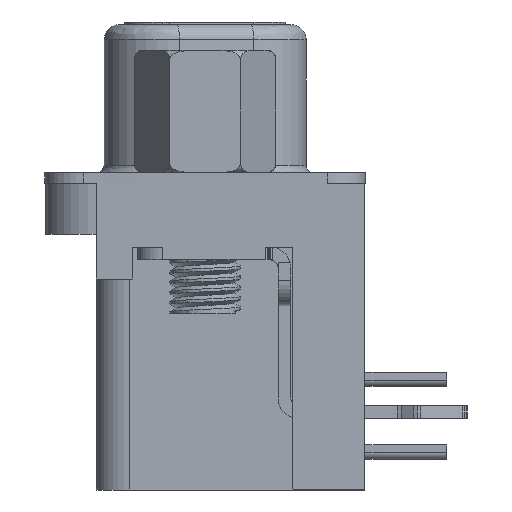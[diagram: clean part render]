
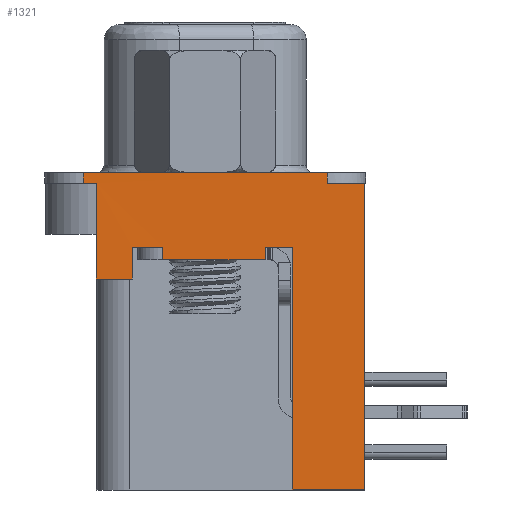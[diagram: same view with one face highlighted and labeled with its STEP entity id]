
A CAD part, left-side view. The second image highlights one B-rep face of the part: STEP entity #1321.
In plain terms, the highlighted planar face has unit normal (-1, 0, 0).
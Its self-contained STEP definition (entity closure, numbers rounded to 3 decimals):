
#1162=CARTESIAN_POINT('',(-22.219,-0.516,12.));
#1163=DIRECTION('',(0.,1.,0.));
#1164=DIRECTION('',(-1.,0.,0.));
#1165=AXIS2_PLACEMENT_3D('',#1162,#1164,#1163);
#1166=PLANE('',#1165);
#1167=CARTESIAN_POINT('',(-22.219,2.571,8.25));
#1168=VERTEX_POINT('',#1167);
#1169=CARTESIAN_POINT('',(-22.219,2.571,9.5));
#1170=VERTEX_POINT('',#1169);
#1171=CARTESIAN_POINT('',(-22.219,2.571,8.25));
#1172=DIRECTION('',(0.,0.,1.));
#1173=VECTOR('',#1172,1.25);
#1174=LINE('',#1171,#1173);
#1175=EDGE_CURVE('',#1168,#1170,#1174,.T.);
#1176=ORIENTED_EDGE('',*,*,#1175,.T.);
#1177=CARTESIAN_POINT('',(-22.214,1.391,9.5));
#1178=VERTEX_POINT('',#1177);
#1179=CARTESIAN_POINT('',(-22.219,2.571,9.5));
#1180=DIRECTION('',(0.005,-1.,0.));
#1181=VECTOR('',#1180,1.18);
#1182=LINE('',#1179,#1181);
#1183=EDGE_CURVE('',#1170,#1178,#1182,.T.);
#1184=ORIENTED_EDGE('',*,*,#1183,.T.);
#1185=CARTESIAN_POINT('',(-22.214,1.375,9.5));
#1186=VERTEX_POINT('',#1185);
#1187=CARTESIAN_POINT('',(-22.214,1.391,9.5));
#1188=DIRECTION('',(0.009,-1.,0.));
#1189=VECTOR('',#1188,0.017);
#1190=LINE('',#1187,#1189);
#1191=EDGE_CURVE('',#1178,#1186,#1190,.T.);
#1192=ORIENTED_EDGE('',*,*,#1191,.T.);
#1193=CARTESIAN_POINT('',(-22.214,1.375,9.));
#1194=VERTEX_POINT('',#1193);
#1195=CARTESIAN_POINT('',(-22.214,1.375,9.5));
#1196=DIRECTION('',(0.,0.,-1.));
#1197=VECTOR('',#1196,0.5);
#1198=LINE('',#1195,#1197);
#1199=EDGE_CURVE('',#1186,#1194,#1198,.T.);
#1200=ORIENTED_EDGE('',*,*,#1199,.T.);
#1201=CARTESIAN_POINT('',(-22.214,-2.624,9.));
#1202=VERTEX_POINT('',#1201);
#1203=CARTESIAN_POINT('',(-22.214,1.375,9.));
#1204=DIRECTION('',(0.,-1.,0.));
#1205=VECTOR('',#1204,3.998);
#1206=LINE('',#1203,#1205);
#1207=EDGE_CURVE('',#1194,#1202,#1206,.T.);
#1208=ORIENTED_EDGE('',*,*,#1207,.T.);
#1209=CARTESIAN_POINT('',(-22.214,-2.624,9.5));
#1210=VERTEX_POINT('',#1209);
#1211=CARTESIAN_POINT('',(-22.214,-2.624,9.));
#1212=DIRECTION('',(0.,0.,1.));
#1213=VECTOR('',#1212,0.5);
#1214=LINE('',#1211,#1213);
#1215=EDGE_CURVE('',#1202,#1210,#1214,.T.);
#1216=ORIENTED_EDGE('',*,*,#1215,.T.);
#1217=CARTESIAN_POINT('',(-22.219,-3.679,9.5));
#1218=VERTEX_POINT('',#1217);
#1219=CARTESIAN_POINT('',(-22.214,-2.624,9.5));
#1220=DIRECTION('',(-0.006,-1.,0.));
#1221=VECTOR('',#1220,1.055);
#1222=LINE('',#1219,#1221);
#1223=EDGE_CURVE('',#1210,#1218,#1222,.T.);
#1224=ORIENTED_EDGE('',*,*,#1223,.T.);
#1225=CARTESIAN_POINT('',(-22.219,-3.679,0.));
#1226=VERTEX_POINT('',#1225);
#1227=CARTESIAN_POINT('',(-22.219,-3.679,9.5));
#1228=DIRECTION('',(0.,0.,-1.));
#1229=VECTOR('',#1228,9.5);
#1230=LINE('',#1227,#1229);
#1231=EDGE_CURVE('',#1218,#1226,#1230,.T.);
#1232=ORIENTED_EDGE('',*,*,#1231,.T.);
#1233=CARTESIAN_POINT('',(-22.219,-6.529,0.));
#1234=VERTEX_POINT('',#1233);
#1235=CARTESIAN_POINT('',(-22.219,-3.679,0.));
#1236=DIRECTION('',(0.,-1.,0.));
#1237=VECTOR('',#1236,2.85);
#1238=LINE('',#1235,#1237);
#1239=EDGE_CURVE('',#1226,#1234,#1238,.T.);
#1240=ORIENTED_EDGE('',*,*,#1239,.T.);
#1241=CARTESIAN_POINT('',(-22.219,-6.529,12.));
#1242=VERTEX_POINT('',#1241);
#1243=CARTESIAN_POINT('',(-22.219,-6.529,0.));
#1244=DIRECTION('',(0.,0.,1.));
#1245=VECTOR('',#1244,12.);
#1246=LINE('',#1243,#1245);
#1247=EDGE_CURVE('',#1234,#1242,#1246,.T.);
#1248=ORIENTED_EDGE('',*,*,#1247,.T.);
#1249=CARTESIAN_POINT('',(-22.219,-5.176,12.));
#1250=VERTEX_POINT('',#1249);
#1251=CARTESIAN_POINT('',(-22.219,-6.529,12.));
#1252=DIRECTION('',(0.,1.,0.));
#1253=VECTOR('',#1252,1.353);
#1254=LINE('',#1251,#1253);
#1255=EDGE_CURVE('',#1242,#1250,#1254,.T.);
#1256=ORIENTED_EDGE('',*,*,#1255,.T.);
#1257=CARTESIAN_POINT('',(-22.224,-5.054,12.));
#1258=VERTEX_POINT('',#1257);
#1259=CARTESIAN_POINT('',(-22.219,-5.176,12.));
#1260=DIRECTION('',(-0.041,0.999,0.));
#1261=VECTOR('',#1260,0.122);
#1262=LINE('',#1259,#1261);
#1263=EDGE_CURVE('',#1250,#1258,#1262,.T.);
#1264=ORIENTED_EDGE('',*,*,#1263,.T.);
#1265=CARTESIAN_POINT('',(-22.224,-5.054,12.4));
#1266=VERTEX_POINT('',#1265);
#1267=CARTESIAN_POINT('',(-22.224,-5.054,12.));
#1268=DIRECTION('',(0.,0.,1.));
#1269=VECTOR('',#1268,0.4);
#1270=LINE('',#1267,#1269);
#1271=EDGE_CURVE('',#1258,#1266,#1270,.T.);
#1272=ORIENTED_EDGE('',*,*,#1271,.T.);
#1273=CARTESIAN_POINT('',(-22.224,4.496,12.4));
#1274=VERTEX_POINT('',#1273);
#1275=CARTESIAN_POINT('',(-22.224,-5.054,12.4));
#1276=DIRECTION('',(0.,1.,0.));
#1277=VECTOR('',#1276,9.55);
#1278=LINE('',#1275,#1277);
#1279=EDGE_CURVE('',#1266,#1274,#1278,.T.);
#1280=ORIENTED_EDGE('',*,*,#1279,.T.);
#1281=CARTESIAN_POINT('',(-22.224,4.496,12.));
#1282=VERTEX_POINT('',#1281);
#1283=CARTESIAN_POINT('',(-22.224,4.496,12.4));
#1284=DIRECTION('',(0.,0.,-1.));
#1285=VECTOR('',#1284,0.4);
#1286=LINE('',#1283,#1285);
#1287=EDGE_CURVE('',#1274,#1282,#1286,.T.);
#1288=ORIENTED_EDGE('',*,*,#1287,.T.);
#1289=CARTESIAN_POINT('',(-22.219,3.971,12.));
#1290=VERTEX_POINT('',#1289);
#1291=CARTESIAN_POINT('',(-22.224,4.496,12.));
#1292=DIRECTION('',(0.01,-1.,0.));
#1293=VECTOR('',#1292,0.525);
#1294=LINE('',#1291,#1293);
#1295=EDGE_CURVE('',#1282,#1290,#1294,.T.);
#1296=ORIENTED_EDGE('',*,*,#1295,.T.);
#1297=CARTESIAN_POINT('',(-22.219,3.971,10.));
#1298=VERTEX_POINT('',#1297);
#1299=CARTESIAN_POINT('',(-22.219,3.971,12.));
#1300=DIRECTION('',(0.,0.,-1.));
#1301=VECTOR('',#1300,2.);
#1302=LINE('',#1299,#1301);
#1303=EDGE_CURVE('',#1290,#1298,#1302,.T.);
#1304=ORIENTED_EDGE('',*,*,#1303,.T.);
#1305=CARTESIAN_POINT('',(-22.219,3.971,8.25));
#1306=VERTEX_POINT('',#1305);
#1307=CARTESIAN_POINT('',(-22.219,3.971,10.));
#1308=DIRECTION('',(0.,0.,-1.));
#1309=VECTOR('',#1308,1.75);
#1310=LINE('',#1307,#1309);
#1311=EDGE_CURVE('',#1298,#1306,#1310,.T.);
#1312=ORIENTED_EDGE('',*,*,#1311,.T.);
#1313=CARTESIAN_POINT('',(-22.219,3.971,8.25));
#1314=DIRECTION('',(0.,-1.,0.));
#1315=VECTOR('',#1314,1.4);
#1316=LINE('',#1313,#1315);
#1317=EDGE_CURVE('',#1306,#1168,#1316,.T.);
#1318=ORIENTED_EDGE('',*,*,#1317,.T.);
#1319=EDGE_LOOP('',(#1176,#1184,#1192,#1200,#1208,#1216,#1224,#1232,#1240,#1248,#1256,#1264,#1272,#1280,#1288,#1296,#1304,#1312,#1318));
#1320=FACE_OUTER_BOUND('',#1319,.T.);
#1321=ADVANCED_FACE('',(#1320),#1166,.T.);
